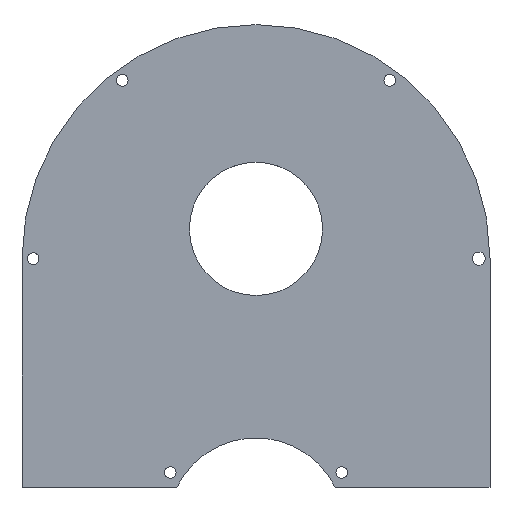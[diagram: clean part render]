
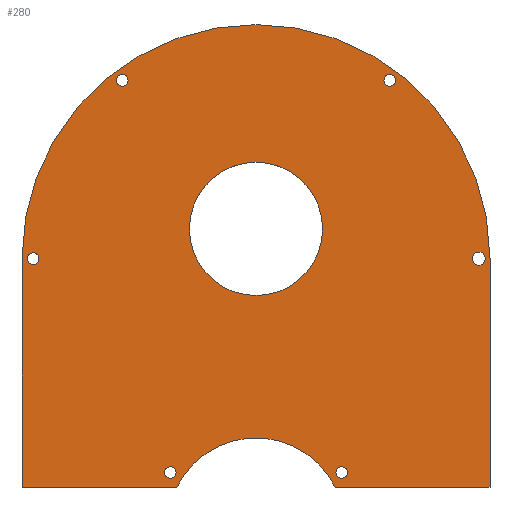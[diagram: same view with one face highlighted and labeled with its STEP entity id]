
A CAD part, top view. The second image highlights one B-rep face of the part: STEP entity #280.
In plain terms, the highlighted planar face has unit normal (0, 0, 1).
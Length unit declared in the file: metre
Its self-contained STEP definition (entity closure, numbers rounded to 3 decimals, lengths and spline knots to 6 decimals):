
#13=CIRCLE('',#301,0.07875);
#14=CIRCLE('',#305,0.002196);
#16=CIRCLE('',#308,0.001946);
#18=CIRCLE('',#311,0.001946);
#20=CIRCLE('',#314,0.022425);
#22=CIRCLE('',#317,0.001946);
#24=CIRCLE('',#320,0.001946);
#27=CIRCLE('',#324,0.029677);
#28=CIRCLE('',#326,0.001946);
#77=ORIENTED_EDGE('',*,*,#105,.T.);
#78=ORIENTED_EDGE('',*,*,#109,.F.);
#79=ORIENTED_EDGE('',*,*,#112,.T.);
#80=ORIENTED_EDGE('',*,*,#115,.T.);
#81=ORIENTED_EDGE('',*,*,#118,.T.);
#82=ORIENTED_EDGE('',*,*,#132,.F.);
#83=ORIENTED_EDGE('',*,*,#129,.F.);
#84=ORIENTED_EDGE('',*,*,#127,.F.);
#85=ORIENTED_EDGE('',*,*,#125,.F.);
#86=ORIENTED_EDGE('',*,*,#123,.T.);
#87=ORIENTED_EDGE('',*,*,#121,.T.);
#88=ORIENTED_EDGE('',*,*,#119,.T.);
#89=ORIENTED_EDGE('',*,*,#133,.T.);
#105=EDGE_CURVE('',#138,#137,#163,.T.);
#109=EDGE_CURVE('',#140,#137,#167,.T.);
#112=EDGE_CURVE('',#140,#142,#13,.T.);
#115=EDGE_CURVE('',#142,#144,#171,.F.);
#118=EDGE_CURVE('',#144,#146,#174,.T.);
#119=EDGE_CURVE('',#147,#147,#14,.F.);
#121=EDGE_CURVE('',#149,#149,#16,.F.);
#123=EDGE_CURVE('',#151,#151,#18,.F.);
#125=EDGE_CURVE('',#153,#153,#20,.T.);
#127=EDGE_CURVE('',#155,#155,#22,.T.);
#129=EDGE_CURVE('',#157,#157,#24,.T.);
#132=EDGE_CURVE('',#138,#146,#27,.T.);
#133=EDGE_CURVE('',#159,#159,#28,.F.);
#137=VERTEX_POINT('',#418);
#138=VERTEX_POINT('',#420);
#140=VERTEX_POINT('',#426);
#142=VERTEX_POINT('',#432);
#144=VERTEX_POINT('',#438);
#146=VERTEX_POINT('',#444);
#147=VERTEX_POINT('',#448);
#149=VERTEX_POINT('',#453);
#151=VERTEX_POINT('',#458);
#153=VERTEX_POINT('',#463);
#155=VERTEX_POINT('',#468);
#157=VERTEX_POINT('',#473);
#159=VERTEX_POINT('',#481);
#163=LINE('',#419,#177);
#167=LINE('',#427,#181);
#171=LINE('',#439,#185);
#174=LINE('',#445,#188);
#177=VECTOR('',#336,1.);
#181=VECTOR('',#342,1.);
#185=VECTOR('',#354,1.);
#188=VECTOR('',#359,1.);
#209=EDGE_LOOP('',(#77,#78,#79,#80,#81,#82));
#210=EDGE_LOOP('',(#83));
#211=EDGE_LOOP('',(#84));
#212=EDGE_LOOP('',(#85));
#213=EDGE_LOOP('',(#86));
#214=EDGE_LOOP('',(#87));
#215=EDGE_LOOP('',(#88));
#216=EDGE_LOOP('',(#89));
#245=FACE_BOUND('',#209,.T.);
#246=FACE_BOUND('',#210,.T.);
#247=FACE_BOUND('',#211,.T.);
#248=FACE_BOUND('',#212,.T.);
#249=FACE_BOUND('',#213,.T.);
#250=FACE_BOUND('',#214,.T.);
#251=FACE_BOUND('',#215,.T.);
#252=FACE_BOUND('',#216,.T.);
#265=PLANE('',#328);
#280=ADVANCED_FACE('',(#245,#246,#247,#248,#249,#250,#251,#252),#265,.T.);
#301=AXIS2_PLACEMENT_3D('',#433,#348,#349);
#305=AXIS2_PLACEMENT_3D('',#447,#362,#363);
#308=AXIS2_PLACEMENT_3D('',#452,#368,#369);
#311=AXIS2_PLACEMENT_3D('',#457,#374,#375);
#314=AXIS2_PLACEMENT_3D('',#462,#380,#381);
#317=AXIS2_PLACEMENT_3D('',#467,#386,#387);
#320=AXIS2_PLACEMENT_3D('',#472,#392,#393);
#324=AXIS2_PLACEMENT_3D('',#478,#400,#401);
#326=AXIS2_PLACEMENT_3D('',#480,#404,#405);
#328=AXIS2_PLACEMENT_3D('',#484,#408,#409);
#336=DIRECTION('',(1.,0.,0.));
#342=DIRECTION('',(0.,-1.,0.));
#348=DIRECTION('',(0.,0.,1.));
#349=DIRECTION('',(1.,0.,0.));
#354=DIRECTION('',(0.,1.,0.));
#359=DIRECTION('',(1.,0.,0.));
#362=DIRECTION('',(0.,0.,1.));
#363=DIRECTION('',(1.,0.,0.));
#368=DIRECTION('',(0.,0.,1.));
#369=DIRECTION('',(1.,0.,0.));
#374=DIRECTION('',(0.,0.,1.));
#375=DIRECTION('',(1.,0.,0.));
#380=DIRECTION('',(0.,0.,1.));
#381=DIRECTION('',(1.,0.,0.));
#386=DIRECTION('',(0.,0.,1.));
#387=DIRECTION('',(1.,0.,0.));
#392=DIRECTION('',(0.,0.,1.));
#393=DIRECTION('',(1.,0.,0.));
#400=DIRECTION('',(0.,0.,1.));
#401=DIRECTION('',(1.,0.,0.));
#404=DIRECTION('',(0.,0.,1.));
#405=DIRECTION('',(1.,0.,0.));
#408=DIRECTION('',(0.,0.,1.));
#409=DIRECTION('',(1.,0.,0.));
#418=CARTESIAN_POINT('',(0.07875,-0.087,0.021));
#419=CARTESIAN_POINT('',(0.052714,-0.087,0.021));
#420=CARTESIAN_POINT('',(0.026678,-0.087,0.021));
#426=CARTESIAN_POINT('',(0.07875,-0.01,0.021));
#427=CARTESIAN_POINT('',(0.07875,-0.01775,0.021));
#432=CARTESIAN_POINT('',(-0.07875,-0.01,0.021));
#433=CARTESIAN_POINT('',(0.,-0.01,0.021));
#438=CARTESIAN_POINT('',(-0.07875,-0.087,0.021));
#439=CARTESIAN_POINT('',(-0.07875,-0.01775,0.021));
#444=CARTESIAN_POINT('',(-0.026678,-0.087,0.021));
#445=CARTESIAN_POINT('',(-0.052714,-0.087,0.021));
#447=CARTESIAN_POINT('',(0.075,-0.01,0.021));
#448=CARTESIAN_POINT('',(0.077196,-0.01,0.021));
#452=CARTESIAN_POINT('',(0.045,0.05,0.021));
#453=CARTESIAN_POINT('',(0.046946,0.05,0.021));
#457=CARTESIAN_POINT('',(-0.075,-0.01,0.021));
#458=CARTESIAN_POINT('',(-0.073054,-0.01,0.021));
#462=CARTESIAN_POINT('',(0.,0.,0.021));
#463=CARTESIAN_POINT('',(0.022425,0.,0.021));
#467=CARTESIAN_POINT('',(-0.028844,-0.082,0.021));
#468=CARTESIAN_POINT('',(-0.026898,-0.082,0.021));
#472=CARTESIAN_POINT('',(0.028844,-0.082,0.021));
#473=CARTESIAN_POINT('',(0.030791,-0.082,0.021));
#478=CARTESIAN_POINT('',(0.,-0.1,0.021));
#480=CARTESIAN_POINT('',(-0.045,0.05,0.021));
#481=CARTESIAN_POINT('',(-0.043054,0.05,0.021));
#484=CARTESIAN_POINT('',(0.,-0.0485,0.021));
